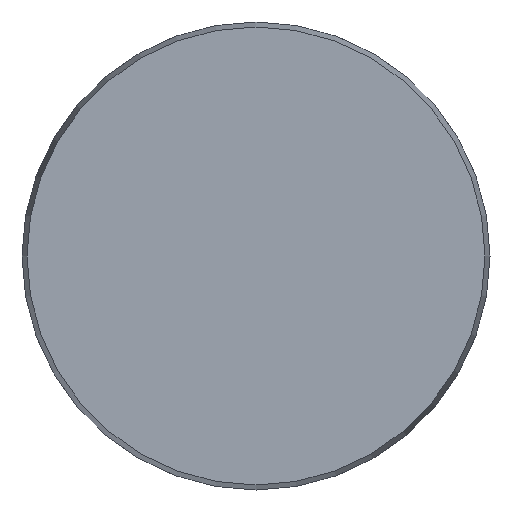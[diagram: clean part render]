
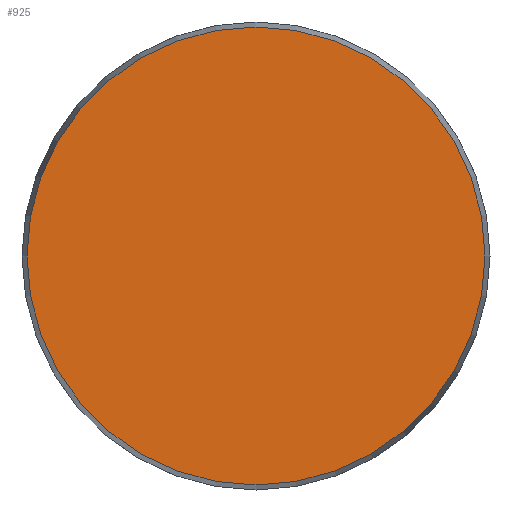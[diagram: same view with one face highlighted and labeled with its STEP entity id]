
A CAD part, front view. The second image highlights one B-rep face of the part: STEP entity #925.
In plain terms, the highlighted planar face has unit normal (0, -1, 0).
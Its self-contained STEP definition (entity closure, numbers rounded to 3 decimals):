
#48 = EDGE_LOOP ( 'NONE', ( #985, #220 ) ) ;
#68 = DIRECTION ( 'NONE',  ( 0., 1., 0. ) ) ;
#102 = AXIS2_PLACEMENT_3D ( 'NONE', #108, #997, #500 ) ;
#108 = CARTESIAN_POINT ( 'NONE',  ( 0., 0., 0. ) ) ;
#128 = EDGE_CURVE ( 'NONE', #343, #789, #539, .T. ) ;
#164 = CARTESIAN_POINT ( 'NONE',  ( 0., 0., 0. ) ) ;
#220 = ORIENTED_EDGE ( 'NONE', *, *, #716, .T. ) ;
#343 = VERTEX_POINT ( 'NONE', #816 ) ;
#426 = CIRCLE ( 'NONE', #102, 39.143 ) ;
#446 = DIRECTION ( 'NONE',  ( 0., 0., 1. ) ) ;
#453 = PLANE ( 'NONE',  #983 ) ;
#491 = CARTESIAN_POINT ( 'NONE',  ( 0., 0., -39.143 ) ) ;
#500 = DIRECTION ( 'NONE',  ( 0., 0., -1. ) ) ;
#539 = CIRCLE ( 'NONE', #690, 39.143 ) ;
#690 = AXIS2_PLACEMENT_3D ( 'NONE', #164, #806, #802 ) ;
#693 = CARTESIAN_POINT ( 'NONE',  ( -39.143, 0., 0. ) ) ;
#716 = EDGE_CURVE ( 'NONE', #789, #343, #426, .T. ) ;
#789 = VERTEX_POINT ( 'NONE', #491 ) ;
#802 = DIRECTION ( 'NONE',  ( 0., 0., -1. ) ) ;
#806 = DIRECTION ( 'NONE',  ( 0., -1., 0. ) ) ;
#816 = CARTESIAN_POINT ( 'NONE',  ( 0., 0., 39.143 ) ) ;
#852 = FACE_OUTER_BOUND ( 'NONE', #48, .T. ) ;
#925 = ADVANCED_FACE ( 'NONE', ( #852 ), #453, .F. ) ;
#983 = AXIS2_PLACEMENT_3D ( 'NONE', #693, #68, #446 ) ;
#985 = ORIENTED_EDGE ( 'NONE', *, *, #128, .T. ) ;
#997 = DIRECTION ( 'NONE',  ( 0., -1., 0. ) ) ;
